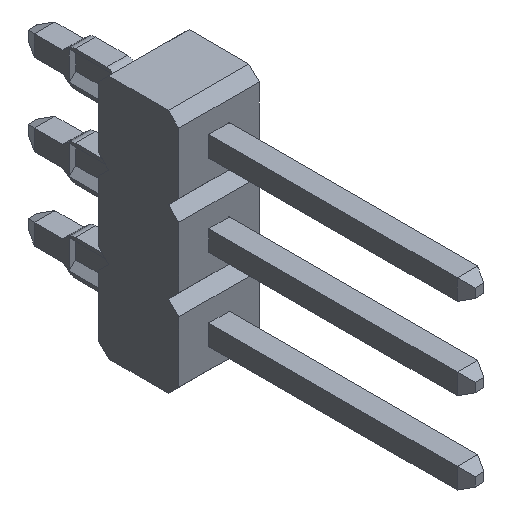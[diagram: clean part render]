
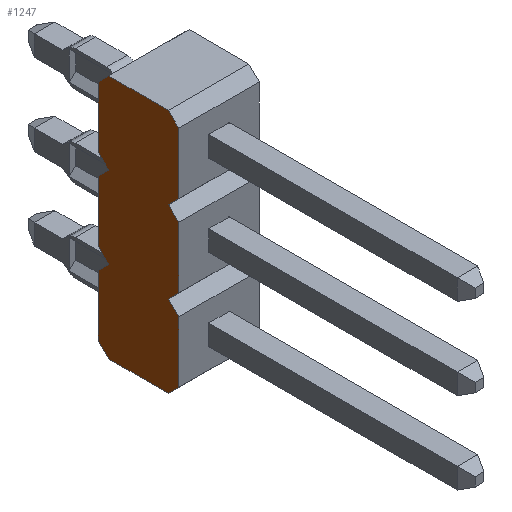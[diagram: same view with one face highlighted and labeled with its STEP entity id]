
A CAD part, isometric view. The second image highlights one B-rep face of the part: STEP entity #1247.
In plain terms, the highlighted planar face has unit normal (-1, 0, 0).
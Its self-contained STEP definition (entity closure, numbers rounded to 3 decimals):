
#36=DIRECTION('',(0.,0.,1.));
#37=VECTOR('',#36,1.9);
#38=CARTESIAN_POINT('',(-1.25,0.,-3.49));
#39=LINE('',#38,#37);
#64=DIRECTION('',(0.,0.,1.));
#65=VECTOR('',#64,1.9);
#66=CARTESIAN_POINT('',(-1.25,0.,-0.95));
#67=LINE('',#66,#65);
#92=DIRECTION('',(0.,0.,1.));
#93=VECTOR('',#92,1.9);
#94=CARTESIAN_POINT('',(-1.25,0.,1.59));
#95=LINE('',#94,#93);
#183=DIRECTION('',(0.,0.707,-0.707));
#184=VECTOR('',#183,0.453);
#185=CARTESIAN_POINT('',(-1.25,2.18,3.81));
#186=LINE('',#185,#184);
#190=DIRECTION('',(0.,0.707,0.707));
#191=VECTOR('',#190,0.453);
#192=CARTESIAN_POINT('',(-1.25,0.,3.49));
#193=LINE('',#192,#191);
#197=DIRECTION('',(0.,-0.707,0.707));
#198=VECTOR('',#197,0.453);
#199=CARTESIAN_POINT('',(-1.25,0.32,1.27));
#200=LINE('',#199,#198);
#204=DIRECTION('',(0.,0.707,0.707));
#205=VECTOR('',#204,0.453);
#206=CARTESIAN_POINT('',(-1.25,0.,0.95));
#207=LINE('',#206,#205);
#211=DIRECTION('',(0.,-0.707,0.707));
#212=VECTOR('',#211,0.453);
#213=CARTESIAN_POINT('',(-1.25,0.32,-1.27));
#214=LINE('',#213,#212);
#218=DIRECTION('',(0.,0.707,0.707));
#219=VECTOR('',#218,0.453);
#220=CARTESIAN_POINT('',(-1.25,0.,-1.59));
#221=LINE('',#220,#219);
#225=DIRECTION('',(0.,-0.707,0.707));
#226=VECTOR('',#225,0.453);
#227=CARTESIAN_POINT('',(-1.25,0.32,-3.81));
#228=LINE('',#227,#226);
#232=DIRECTION('',(0.,1.,0.));
#233=VECTOR('',#232,1.86);
#234=CARTESIAN_POINT('',(-1.25,0.32,-3.81));
#235=LINE('',#234,#233);
#239=DIRECTION('',(0.,-0.707,-0.707));
#240=VECTOR('',#239,0.453);
#241=CARTESIAN_POINT('',(-1.25,2.5,-3.49));
#242=LINE('',#241,#240);
#246=DIRECTION('',(0.,0.707,-0.707));
#247=VECTOR('',#246,0.453);
#248=CARTESIAN_POINT('',(-1.25,2.18,-1.27));
#249=LINE('',#248,#247);
#253=DIRECTION('',(0.,-0.707,-0.707));
#254=VECTOR('',#253,0.453);
#255=CARTESIAN_POINT('',(-1.25,2.5,-0.95));
#256=LINE('',#255,#254);
#260=DIRECTION('',(0.,0.707,-0.707));
#261=VECTOR('',#260,0.453);
#262=CARTESIAN_POINT('',(-1.25,2.18,1.27));
#263=LINE('',#262,#261);
#267=DIRECTION('',(0.,-0.707,-0.707));
#268=VECTOR('',#267,0.453);
#269=CARTESIAN_POINT('',(-1.25,2.5,1.59));
#270=LINE('',#269,#268);
#281=DIRECTION('',(0.,0.,1.));
#282=VECTOR('',#281,1.9);
#283=CARTESIAN_POINT('',(-1.25,2.5,-3.49));
#284=LINE('',#283,#282);
#309=DIRECTION('',(0.,0.,1.));
#310=VECTOR('',#309,1.9);
#311=CARTESIAN_POINT('',(-1.25,2.5,-0.95));
#312=LINE('',#311,#310);
#337=DIRECTION('',(0.,0.,1.));
#338=VECTOR('',#337,1.9);
#339=CARTESIAN_POINT('',(-1.25,2.5,1.59));
#340=LINE('',#339,#338);
#596=DIRECTION('',(0.,1.,0.));
#597=VECTOR('',#596,1.86);
#598=CARTESIAN_POINT('',(-1.25,0.32,3.81));
#599=LINE('',#598,#597);
#976=CARTESIAN_POINT('',(-1.25,0.,-3.49));
#978=VERTEX_POINT('',#976);
#980=CARTESIAN_POINT('',(-1.25,2.5,-3.49));
#982=VERTEX_POINT('',#980);
#987=CARTESIAN_POINT('',(-1.25,2.18,-3.81));
#988=VERTEX_POINT('',#987);
#989=CARTESIAN_POINT('',(-1.25,0.32,-3.81));
#990=VERTEX_POINT('',#989);
#992=CARTESIAN_POINT('',(-1.25,0.,-1.59));
#994=VERTEX_POINT('',#992);
#996=CARTESIAN_POINT('',(-1.25,0.,-0.95));
#998=VERTEX_POINT('',#996);
#1000=CARTESIAN_POINT('',(-1.25,2.5,-0.95));
#1002=VERTEX_POINT('',#1000);
#1004=CARTESIAN_POINT('',(-1.25,2.5,-1.59));
#1006=VERTEX_POINT('',#1004);
#1011=CARTESIAN_POINT('',(-1.25,2.18,-1.27));
#1012=VERTEX_POINT('',#1011);
#1013=CARTESIAN_POINT('',(-1.25,0.32,-1.27));
#1014=VERTEX_POINT('',#1013);
#1016=CARTESIAN_POINT('',(-1.25,0.,0.95));
#1018=VERTEX_POINT('',#1016);
#1020=CARTESIAN_POINT('',(-1.25,0.,1.59));
#1022=VERTEX_POINT('',#1020);
#1024=CARTESIAN_POINT('',(-1.25,2.5,1.59));
#1026=VERTEX_POINT('',#1024);
#1028=CARTESIAN_POINT('',(-1.25,2.5,0.95));
#1030=VERTEX_POINT('',#1028);
#1035=CARTESIAN_POINT('',(-1.25,2.18,1.27));
#1036=VERTEX_POINT('',#1035);
#1037=CARTESIAN_POINT('',(-1.25,0.32,1.27));
#1038=VERTEX_POINT('',#1037);
#1040=CARTESIAN_POINT('',(-1.25,0.,3.49));
#1042=VERTEX_POINT('',#1040);
#1044=CARTESIAN_POINT('',(-1.25,2.5,3.49));
#1046=VERTEX_POINT('',#1044);
#1047=CARTESIAN_POINT('',(-1.25,2.18,3.81));
#1049=VERTEX_POINT('',#1047);
#1051=CARTESIAN_POINT('',(-1.25,0.32,3.81));
#1053=VERTEX_POINT('',#1051);
#1204=CARTESIAN_POINT('',(-1.25,0.,-3.81));
#1205=DIRECTION('',(-1.,0.,0.));
#1206=DIRECTION('',(0.,0.,1.));
#1207=AXIS2_PLACEMENT_3D('',#1204,#1205,#1206);
#1208=PLANE('',#1207);
#1210=ORIENTED_EDGE('',*,*,#1209,.F.);
#1212=ORIENTED_EDGE('',*,*,#1211,.F.);
#1214=ORIENTED_EDGE('',*,*,#1213,.F.);
#1215=ORIENTED_EDGE('',*,*,#1174,.F.);
#1217=ORIENTED_EDGE('',*,*,#1216,.F.);
#1219=ORIENTED_EDGE('',*,*,#1218,.F.);
#1220=ORIENTED_EDGE('',*,*,#1148,.F.);
#1222=ORIENTED_EDGE('',*,*,#1221,.F.);
#1223=ORIENTED_EDGE('',*,*,#1195,.F.);
#1224=ORIENTED_EDGE('',*,*,#1122,.F.);
#1226=ORIENTED_EDGE('',*,*,#1225,.F.);
#1228=ORIENTED_EDGE('',*,*,#1227,.T.);
#1230=ORIENTED_EDGE('',*,*,#1229,.F.);
#1232=ORIENTED_EDGE('',*,*,#1231,.T.);
#1234=ORIENTED_EDGE('',*,*,#1233,.F.);
#1236=ORIENTED_EDGE('',*,*,#1235,.F.);
#1238=ORIENTED_EDGE('',*,*,#1237,.T.);
#1240=ORIENTED_EDGE('',*,*,#1239,.F.);
#1242=ORIENTED_EDGE('',*,*,#1241,.F.);
#1244=ORIENTED_EDGE('',*,*,#1243,.T.);
#1245=EDGE_LOOP('',(#1210,#1212,#1214,#1215,#1217,#1219,#1220,#1222,#1223,#1224,
#1226,#1228,#1230,#1232,#1234,#1236,#1238,#1240,#1242,#1244));
#1246=FACE_OUTER_BOUND('',#1245,.F.);
#1247=ADVANCED_FACE('',(#1246),#1208,.T.);
#1122=EDGE_CURVE('',#978,#994,#39,.T.);
#1148=EDGE_CURVE('',#998,#1018,#67,.T.);
#1174=EDGE_CURVE('',#1022,#1042,#95,.T.);
#1195=EDGE_CURVE('',#994,#1014,#221,.T.);
#1209=EDGE_CURVE('',#1049,#1046,#186,.T.);
#1211=EDGE_CURVE('',#1053,#1049,#599,.T.);
#1213=EDGE_CURVE('',#1042,#1053,#193,.T.);
#1216=EDGE_CURVE('',#1038,#1022,#200,.T.);
#1218=EDGE_CURVE('',#1018,#1038,#207,.T.);
#1221=EDGE_CURVE('',#1014,#998,#214,.T.);
#1225=EDGE_CURVE('',#990,#978,#228,.T.);
#1227=EDGE_CURVE('',#990,#988,#235,.T.);
#1229=EDGE_CURVE('',#982,#988,#242,.T.);
#1231=EDGE_CURVE('',#982,#1006,#284,.T.);
#1233=EDGE_CURVE('',#1012,#1006,#249,.T.);
#1235=EDGE_CURVE('',#1002,#1012,#256,.T.);
#1237=EDGE_CURVE('',#1002,#1030,#312,.T.);
#1239=EDGE_CURVE('',#1036,#1030,#263,.T.);
#1241=EDGE_CURVE('',#1026,#1036,#270,.T.);
#1243=EDGE_CURVE('',#1026,#1046,#340,.T.);
